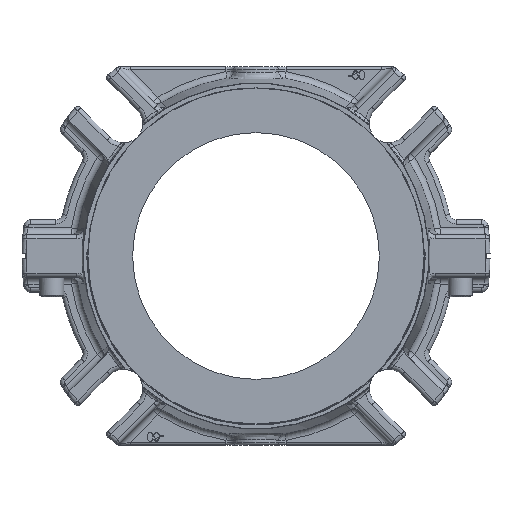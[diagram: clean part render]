
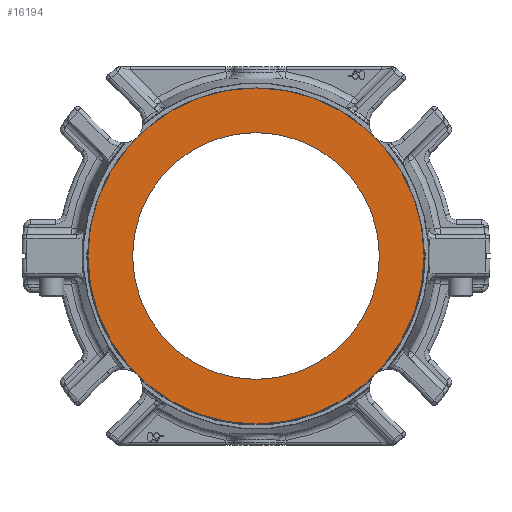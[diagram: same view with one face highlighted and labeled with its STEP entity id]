
A CAD part, front view. The second image highlights one B-rep face of the part: STEP entity #16194.
In plain terms, the highlighted planar face has unit normal (0, -1, 0).
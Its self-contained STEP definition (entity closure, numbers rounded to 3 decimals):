
#7734=ORIENTED_EDGE('',*,*,#10341,.F.);
#7735=ORIENTED_EDGE('',*,*,#10340,.T.);
#10340=EDGE_CURVE('',#11896,#11896,#12975,.T.);
#10341=EDGE_CURVE('',#11897,#11897,#12976,.T.);
#11896=VERTEX_POINT('',#32309);
#11897=VERTEX_POINT('',#32312);
#12975=CIRCLE('',#18095,125.413);
#12976=CIRCLE('',#18097,92.075);
#13964=EDGE_LOOP('',(#7734));
#13965=EDGE_LOOP('',(#7735));
#14989=FACE_BOUND('',#13964,.T.);
#14990=FACE_BOUND('',#13965,.T.);
#15243=PLANE('',#18096);
#16194=ADVANCED_FACE('',(#14989,#14990),#15243,.T.);
#18095=AXIS2_PLACEMENT_3D('',#32308,#22559,#22560);
#18096=AXIS2_PLACEMENT_3D('',#32310,#22561,#22562);
#18097=AXIS2_PLACEMENT_3D('',#32311,#22563,#22564);
#22559=DIRECTION('',(0.,-1.,0.));
#22560=DIRECTION('',(-1.,0.,0.));
#22561=DIRECTION('',(0.,-1.,0.));
#22562=DIRECTION('',(-1.,0.,0.));
#22563=DIRECTION('',(0.,-1.,0.));
#22564=DIRECTION('',(1.,0.,0.));
#32308=CARTESIAN_POINT('',(0.,-8.985,0.));
#32309=CARTESIAN_POINT('',(-125.413,-8.985,0.));
#32310=CARTESIAN_POINT('',(112.713,-8.985,0.));
#32311=CARTESIAN_POINT('',(0.,-8.985,0.));
#32312=CARTESIAN_POINT('',(92.075,-8.985,0.));
